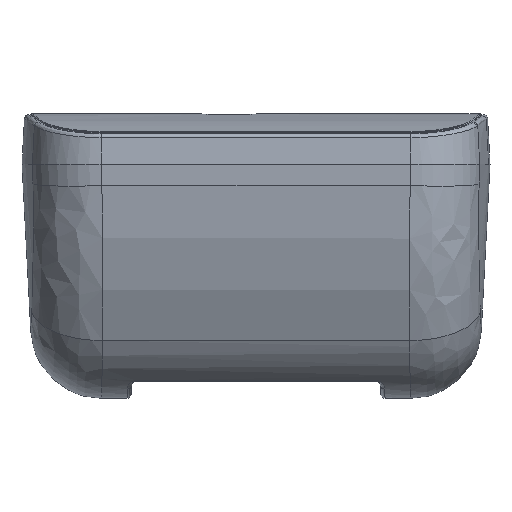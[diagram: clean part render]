
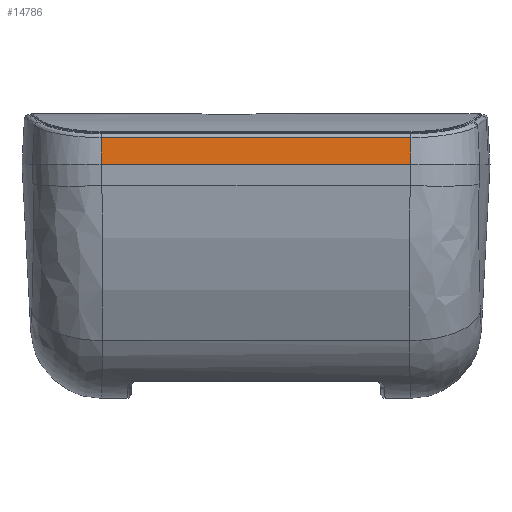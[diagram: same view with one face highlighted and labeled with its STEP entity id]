
A CAD part, left-side view. The second image highlights one B-rep face of the part: STEP entity #14786.
In plain terms, the highlighted planar face has unit normal (-0.999, 0, 0.052).
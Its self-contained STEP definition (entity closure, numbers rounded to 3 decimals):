
#713 = VECTOR ( 'NONE', #15178, 1000. ) ;
#3136 = LINE ( 'NONE', #14722, #31558 ) ;
#6010 = EDGE_LOOP ( 'NONE', ( #24861, #9649, #18655, #22338 ) ) ;
#6626 = LINE ( 'NONE', #11820, #713 ) ;
#8753 = CARTESIAN_POINT ( 'NONE',  ( -97.014, 160.98, 262.811 ) ) ;
#8761 = CARTESIAN_POINT ( 'NONE',  ( -98., 160.98, 244. ) ) ;
#9008 = EDGE_CURVE ( 'Defeatured_0_261+Defeatured_0_252+Defeatured_0_275+Defeatured_0_221', #29133, #22518, #35002, .T. ) ;
#9649 = ORIENTED_EDGE ( 'NONE', *, *, #22722, .T. ) ;
#10341 = EDGE_CURVE ( 'Defeatured_0_262+Defeatured_0_261+Defeatured_0_277+Defeatured_0_220', #13110, #24046, #14277, .T. ) ;
#11198 = EDGE_CURVE ( 'Defeatured_0_261+Defeatured_0_221+Defeatured_0_252+Defeatured_0_262', #22518, #24046, #3136, .T. ) ;
#11507 = DIRECTION ( 'NONE',  ( 0., 1., 0. ) ) ;
#11800 = CARTESIAN_POINT ( 'NONE',  ( -97.083, 160.98, 261.5 ) ) ;
#11820 = CARTESIAN_POINT ( 'NONE',  ( -98., -113.174, 244. ) ) ;
#13110 = VERTEX_POINT ( 'NONE', #8761 ) ;
#14277 = LINE ( 'NONE', #11800, #31536 ) ;
#14480 = DIRECTION ( 'NONE',  ( -0.999, 0., 0.052 ) ) ;
#14722 = CARTESIAN_POINT ( 'NONE',  ( -97.014, 209.414, 262.811 ) ) ;
#14786 = ADVANCED_FACE ( 'Defeatured_0_261', ( #20003 ), #17145, .T. ) ;
#15178 = DIRECTION ( 'NONE',  ( 0., -1., 0. ) ) ;
#17145 = PLANE ( 'NONE',  #21222 ) ;
#18655 = ORIENTED_EDGE ( 'NONE', *, *, #9008, .T. ) ;
#19810 = DIRECTION ( 'NONE',  ( 0.052, 0., 0.999 ) ) ;
#20003 = FACE_OUTER_BOUND ( 'NONE', #6010, .T. ) ;
#21222 = AXIS2_PLACEMENT_3D ( 'NONE', #33793, #14480, #25123 ) ;
#22338 = ORIENTED_EDGE ( 'NONE', *, *, #11198, .T. ) ;
#22518 = VERTEX_POINT ( 'NONE', #31693 ) ;
#22722 = EDGE_CURVE ( 'Defeatured_0_261+Defeatured_0_275+Defeatured_0_262+Defeatured_0_252', #13110, #29133, #6626, .T. ) ;
#24046 = VERTEX_POINT ( 'NONE', #8753 ) ;
#24861 = ORIENTED_EDGE ( 'NONE', *, *, #10341, .F. ) ;
#25123 = DIRECTION ( 'NONE',  ( 0.052, 0., 0.999 ) ) ;
#29133 = VERTEX_POINT ( 'NONE', #29641 ) ;
#29641 = CARTESIAN_POINT ( 'NONE',  ( -98., -57.41, 244. ) ) ;
#29870 = CARTESIAN_POINT ( 'NONE',  ( -98., -57.41, 244. ) ) ;
#31536 = VECTOR ( 'NONE', #19810, 1000. ) ;
#31558 = VECTOR ( 'NONE', #11507, 1000. ) ;
#31693 = CARTESIAN_POINT ( 'NONE',  ( -97.014, -57.41, 262.811 ) ) ;
#32615 = VECTOR ( 'NONE', #34820, 1000. ) ;
#33793 = CARTESIAN_POINT ( 'NONE',  ( -98., 209.414, 244. ) ) ;
#34820 = DIRECTION ( 'NONE',  ( 0.052, 0., 0.999 ) ) ;
#35002 = LINE ( 'NONE', #29870, #32615 ) ;
